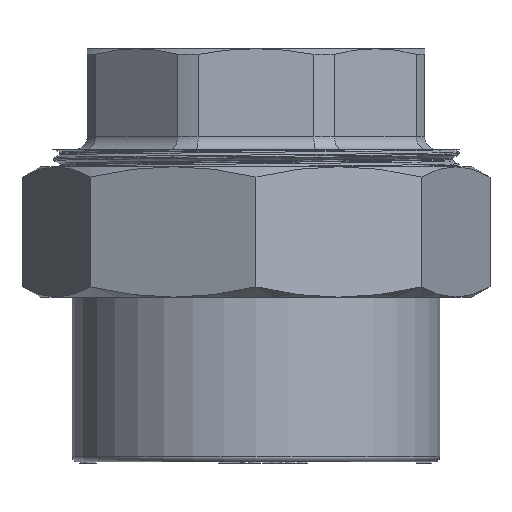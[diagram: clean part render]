
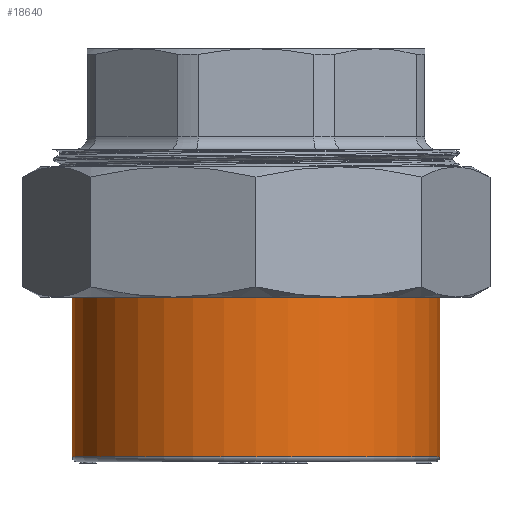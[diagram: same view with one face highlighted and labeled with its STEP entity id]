
A CAD part, front view. The second image highlights one B-rep face of the part: STEP entity #18640.
In plain terms, the highlighted cylindrical face has radius 36.75 mm (diameter 73.5 mm), a full revolution.
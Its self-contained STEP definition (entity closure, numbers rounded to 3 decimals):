
#1186=FACE_OUTER_BOUND('',#2202,.T.);
#2202=EDGE_LOOP('',(#13570,#13571,#13572,#13573));
#3777=LINE('',#26627,#6278);
#6278=VECTOR('',#21341,36.75);
#8218=CIRCLE('',#19662,36.75);
#8219=CIRCLE('',#19663,36.75);
#8912=VERTEX_POINT('',#26624);
#8913=VERTEX_POINT('',#26626);
#10763=EDGE_CURVE('',#8912,#8912,#8218,.T.);
#10764=EDGE_CURVE('',#8912,#8913,#3777,.T.);
#10765=EDGE_CURVE('',#8913,#8913,#8219,.T.);
#13570=ORIENTED_EDGE('',*,*,#10763,.T.);
#13571=ORIENTED_EDGE('',*,*,#10764,.T.);
#13572=ORIENTED_EDGE('',*,*,#10765,.T.);
#13573=ORIENTED_EDGE('',*,*,#10764,.F.);
#18579=CYLINDRICAL_SURFACE('',#19661,36.75);
#18640=ADVANCED_FACE('',(#1186),#18579,.T.);
#19661=AXIS2_PLACEMENT_3D('',#26623,#21337,#21338);
#19662=AXIS2_PLACEMENT_3D('',#26625,#21339,#21340);
#19663=AXIS2_PLACEMENT_3D('',#26628,#21342,#21343);
#21337=DIRECTION('center_axis',(0.,0.,
-1.));
#21338=DIRECTION('ref_axis',(1.,0.,0.));
#21339=DIRECTION('center_axis',(0.,0.,
1.));
#21340=DIRECTION('ref_axis',(1.,0.,0.));
#21341=DIRECTION('',(0.,0.,1.));
#21342=DIRECTION('center_axis',(0.,0.,
-1.));
#21343=DIRECTION('ref_axis',(-1.,0.,0.));
#26623=CARTESIAN_POINT('Origin',(0.,-0.024,
41.329));
#26624=CARTESIAN_POINT('',(-36.75,-0.024,0.329));
#26625=CARTESIAN_POINT('Origin',(0.,-0.024,
0.329));
#26626=CARTESIAN_POINT('',(-36.75,-0.024,37.129));
#26627=CARTESIAN_POINT('',(-36.75,-0.024,41.329));
#26628=CARTESIAN_POINT('Origin',(0.,-0.024,
37.129));
